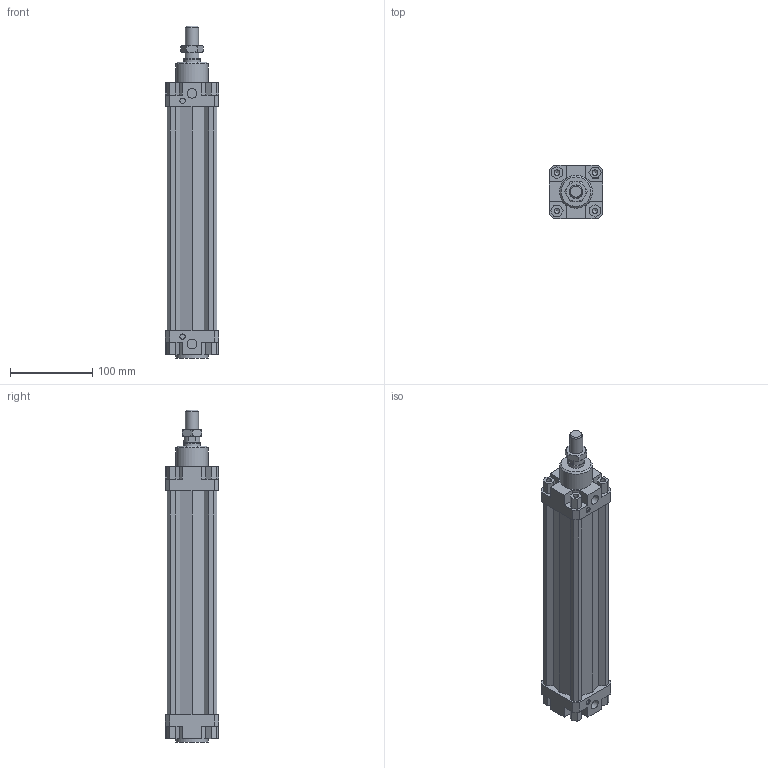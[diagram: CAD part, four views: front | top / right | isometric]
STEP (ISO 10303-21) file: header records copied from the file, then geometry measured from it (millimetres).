
FILE_DESCRIPTION(/* description */ ('Unknown'),/* implementation_level */ '2;1');
FILE_NAME(/* name */ '1319.50.225.01',/* time_stamp */ '2021-02-12T13:42:57-05:00',/* author */ ('Unknown'),/* organization */ ('Unknown'),/* preprocessor_version */ 'ST-DEVELOPER v16.7',/* originating_system */ 'Solid Edge',/* authorisation */ 'Unknown');
FILE_SCHEMA (('AUTOMOTIVE_DESIGN {1 0 10303 214 3 1 1}'));
Length unit declared in the file: millimetre
Products named in the file (4): 1319.50.225.01; CIM02_50_250; CIM01_50_250; 1320_50_18F
Assembly tree (3 placements, depth 2):
  1319.50.225.01
    CIM02_50_250
    CIM01_50_250
    1320_50_18F
Bounding box: 65 x 65 x 404 mm (x, y, z)
Volume: 1084433.9 mm3; surface area: 144727.6 mm2
Topology: 3 solids, 3 shells, 204 faces, 516 edges, 336 vertices
Faces by surface type: plane 158, cone 26, cylinder 20
Full cylindrical faces by diameter (mm): 6.5 x2, 6.75 x8, 11.6 x2, 14.5 x2, 16 x1, 19.5 x1, 20 x2, 40 x2
Entity records: 5854 total; most frequent: CARTESIAN_POINT 1056, ORIENTED_EDGE 938, DIRECTION 920, EDGE_CURVE 469, LINE 386, VECTOR 386, VERTEX_POINT 331, AXIS2_PLACEMENT_3D 267
